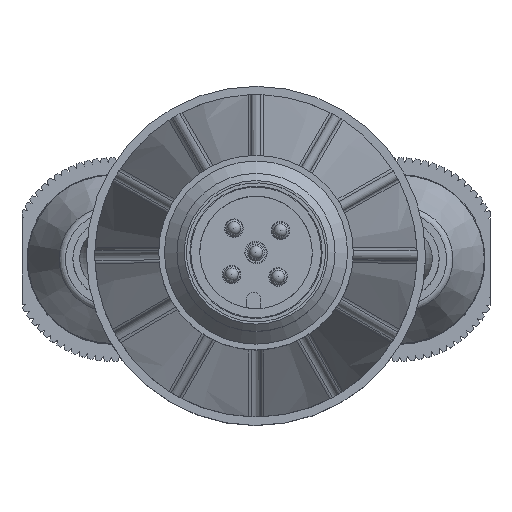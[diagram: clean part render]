
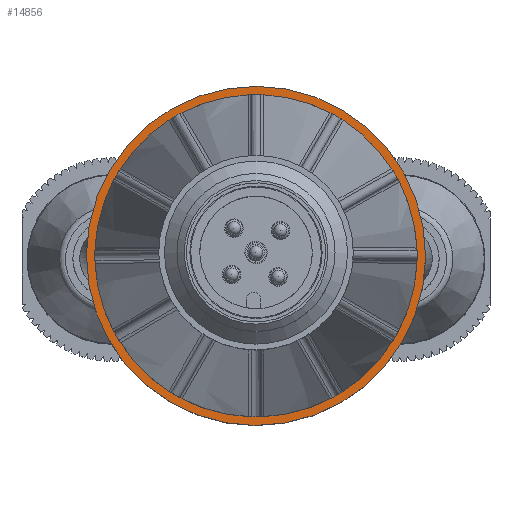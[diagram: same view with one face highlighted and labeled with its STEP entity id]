
A CAD part, top view. The second image highlights one B-rep face of the part: STEP entity #14856.
In plain terms, the highlighted planar face has unit normal (0, 0, 1).
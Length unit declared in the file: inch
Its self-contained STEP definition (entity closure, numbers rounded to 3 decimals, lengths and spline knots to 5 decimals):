
#3124=FACE_BOUND('',#4866,.T.);
#3923=FACE_OUTER_BOUND('',#4865,.T.);
#4865=EDGE_LOOP('',(#12725));
#4866=EDGE_LOOP('',(#12726));
#5345=CIRCLE('',#15986,0.445);
#5396=CIRCLE('',#16284,0.5);
#6518=VERTEX_POINT('',#24193);
#6742=VERTEX_POINT('',#25801);
#8369=EDGE_CURVE('',#6518,#6518,#5345,.T.);
#8738=EDGE_CURVE('',#6742,#6742,#5396,.T.);
#12725=ORIENTED_EDGE('',*,*,#8738,.F.);
#12726=ORIENTED_EDGE('',*,*,#8369,.F.);
#13258=PLANE('',#16283);
#14856=ADVANCED_FACE('',(#3923,#3124),#13258,.T.);
#15986=AXIS2_PLACEMENT_3D('',#24194,#19624,#19625);
#16283=AXIS2_PLACEMENT_3D('',#25800,#20344,#20345);
#16284=AXIS2_PLACEMENT_3D('',#25802,#20346,#20347);
#19624=DIRECTION('center_axis',(0.,0.,
1.));
#19625=DIRECTION('ref_axis',(1.,0.,0.));
#20344=DIRECTION('center_axis',(0.,0.,
1.));
#20345=DIRECTION('ref_axis',(0.984,-0.179,0.));
#20346=DIRECTION('center_axis',(0.,0.,
-1.));
#20347=DIRECTION('ref_axis',(-0.179,-0.984,0.));
#24193=CARTESIAN_POINT('',(0.,-0.445,-5.94277));
#24194=CARTESIAN_POINT('Origin',(0.,0.,
-5.94277));
#25800=CARTESIAN_POINT('Origin',(-0.04483,-0.24595,
-5.94277));
#25801=CARTESIAN_POINT('',(-0.08967,-0.49189,-5.94277));
#25802=CARTESIAN_POINT('Origin',(0.,0.,
-5.94277));
